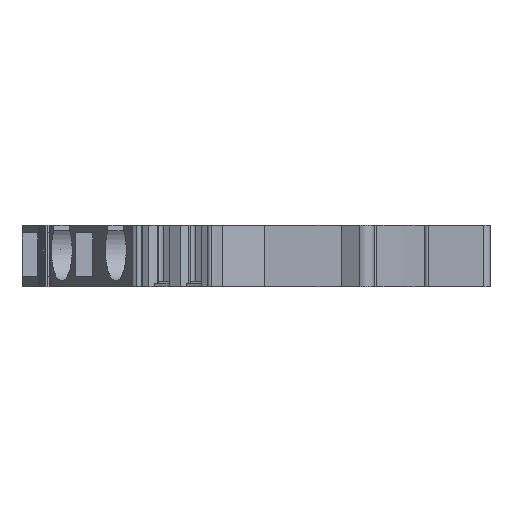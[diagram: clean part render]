
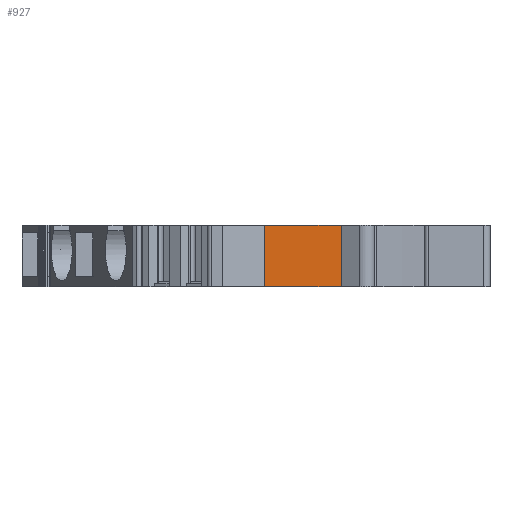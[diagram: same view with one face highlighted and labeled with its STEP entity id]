
A CAD part, left-side view. The second image highlights one B-rep face of the part: STEP entity #927.
In plain terms, the highlighted planar face has unit normal (-1, 0, 0).
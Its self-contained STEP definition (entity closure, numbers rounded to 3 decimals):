
#927=ADVANCED_FACE('',(#1654),#1291,.F.);
#1291=PLANE('',#9514);
#1654=FACE_OUTER_BOUND('',#2108,.T.);
#2108=EDGE_LOOP('',(#4090,#4091,#4092,#4093));
#4090=ORIENTED_EDGE('',*,*,#5981,.T.);
#4091=ORIENTED_EDGE('',*,*,#6828,.F.);
#4092=ORIENTED_EDGE('',*,*,#6317,.F.);
#4093=ORIENTED_EDGE('',*,*,#6829,.T.);
#5086=VERTEX_POINT('',#12896);
#5087=VERTEX_POINT('',#12898);
#5391=VERTEX_POINT('',#13660);
#5392=VERTEX_POINT('',#13662);
#5981=EDGE_CURVE('',#5087,#5086,#7204,.T.);
#6317=EDGE_CURVE('',#5391,#5392,#7429,.T.);
#6828=EDGE_CURVE('',#5392,#5086,#7830,.T.);
#6829=EDGE_CURVE('',#5391,#5087,#7831,.T.);
#7204=LINE('',#12897,#8153);
#7429=LINE('',#13661,#8382);
#7830=LINE('',#14998,#8819);
#7831=LINE('',#15000,#8820);
#8153=VECTOR('',#10073,1.);
#8382=VECTOR('',#10548,1.);
#8819=VECTOR('',#11565,1.);
#8820=VECTOR('',#11568,1.);
#9514=AXIS2_PLACEMENT_3D('',#15001,#11569,#11570);
#10073=DIRECTION('',(0.,-1.,0.));
#10548=DIRECTION('',(0.,-1.,0.));
#11565=DIRECTION('',(0.,0.,-1.));
#11568=DIRECTION('',(0.,0.,-1.));
#11569=DIRECTION('',(1.,0.,0.));
#11570=DIRECTION('',(0.,0.,-1.));
#12896=CARTESIAN_POINT('',(-38.15,-26.254,0.));
#12897=CARTESIAN_POINT('',(-38.15,-19.964,0.));
#12898=CARTESIAN_POINT('',(-38.15,-19.964,0.));
#13660=CARTESIAN_POINT('',(-38.15,-19.964,5.1));
#13661=CARTESIAN_POINT('',(-38.15,-19.964,5.1));
#13662=CARTESIAN_POINT('',(-38.15,-26.254,5.1));
#14998=CARTESIAN_POINT('',(-38.15,-26.254,5.1));
#15000=CARTESIAN_POINT('',(-38.15,-19.964,5.1));
#15001=CARTESIAN_POINT('',(-38.15,-19.964,5.1));
